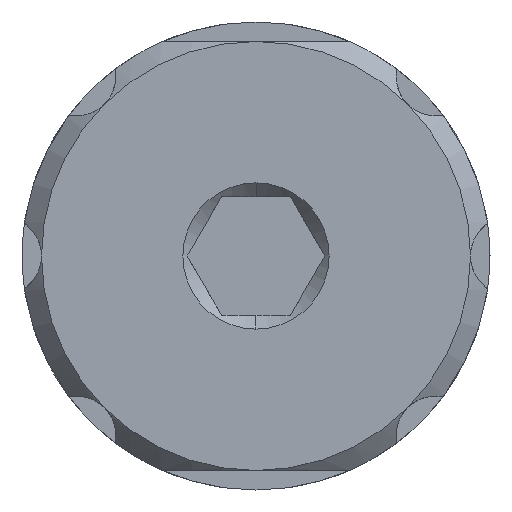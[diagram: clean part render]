
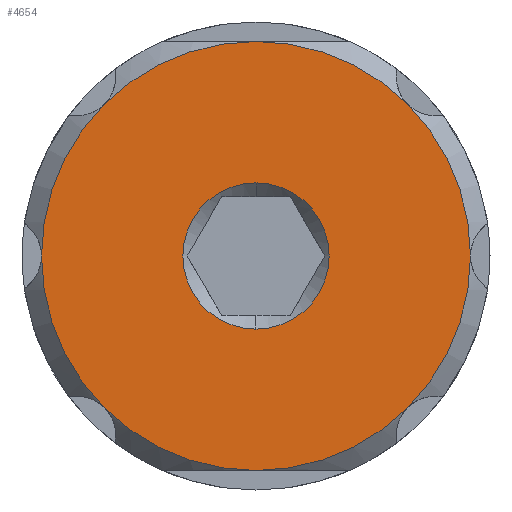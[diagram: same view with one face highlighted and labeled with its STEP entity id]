
A CAD part, front view. The second image highlights one B-rep face of the part: STEP entity #4654.
In plain terms, the highlighted planar face has unit normal (0, -1, 0).
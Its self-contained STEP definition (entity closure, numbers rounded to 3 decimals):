
#45 = CARTESIAN_POINT ( 'NONE',  ( -11., 7., 0. ) ) ;
#50 = VERTEX_POINT ( 'NONE', #1789 ) ;
#63 = CARTESIAN_POINT ( 'NONE',  ( 0., 7., 0. ) ) ;
#164 = EDGE_CURVE ( 'NONE', #3406, #1997, #3112, .T. ) ;
#215 = DIRECTION ( 'NONE',  ( 0., -1., 0. ) ) ;
#256 = CARTESIAN_POINT ( 'NONE',  ( 0., 7., 0. ) ) ;
#291 = CIRCLE ( 'NONE', #3484, 3.75 ) ;
#294 = CARTESIAN_POINT ( 'NONE',  ( 0., 7., 0. ) ) ;
#384 = DIRECTION ( 'NONE',  ( 0., 0., -1. ) ) ;
#403 = DIRECTION ( 'NONE',  ( 0., 0., -1. ) ) ;
#424 = VERTEX_POINT ( 'NONE', #1404 ) ;
#432 = EDGE_CURVE ( 'NONE', #976, #424, #4174, .T. ) ;
#502 = AXIS2_PLACEMENT_3D ( 'NONE', #3835, #2736, #4245 ) ;
#575 = DIRECTION ( 'NONE',  ( 0., 0., -1. ) ) ;
#661 = AXIS2_PLACEMENT_3D ( 'NONE', #2486, #919, #3253 ) ;
#703 = EDGE_CURVE ( 'NONE', #424, #1783, #986, .T. ) ;
#740 = EDGE_LOOP ( 'NONE', ( #2445, #4575 ) ) ;
#762 = CARTESIAN_POINT ( 'NONE',  ( -7.778, 7., 7.778 ) ) ;
#769 = CARTESIAN_POINT ( 'NONE',  ( 0., 7., 0. ) ) ;
#842 = ORIENTED_EDGE ( 'NONE', *, *, #1019, .T. ) ;
#919 = DIRECTION ( 'NONE',  ( 0., 1., 0. ) ) ;
#953 = CARTESIAN_POINT ( 'NONE',  ( 0., 7., 0. ) ) ;
#976 = VERTEX_POINT ( 'NONE', #1709 ) ;
#982 = CIRCLE ( 'NONE', #3795, 11. ) ;
#986 = CIRCLE ( 'NONE', #3387, 11. ) ;
#1019 = EDGE_CURVE ( 'NONE', #4382, #50, #982, .T. ) ;
#1091 = DIRECTION ( 'NONE',  ( 0., 0., -1. ) ) ;
#1246 = EDGE_LOOP ( 'NONE', ( #1323, #4584, #4703, #842, #4561, #1591, #3249, #1401 ) ) ;
#1254 = CARTESIAN_POINT ( 'NONE',  ( 11., 7., 0. ) ) ;
#1273 = VERTEX_POINT ( 'NONE', #1304 ) ;
#1277 = DIRECTION ( 'NONE',  ( 0., -1., 0. ) ) ;
#1304 = CARTESIAN_POINT ( 'NONE',  ( 7.778, 7., 7.778 ) ) ;
#1323 = ORIENTED_EDGE ( 'NONE', *, *, #4240, .T. ) ;
#1401 = ORIENTED_EDGE ( 'NONE', *, *, #3103, .T. ) ;
#1404 = CARTESIAN_POINT ( 'NONE',  ( 7.778, 7., -7.778 ) ) ;
#1442 = VERTEX_POINT ( 'NONE', #1494 ) ;
#1494 = CARTESIAN_POINT ( 'NONE',  ( 0., 7., 11. ) ) ;
#1546 = DIRECTION ( 'NONE',  ( 0., 0., -1. ) ) ;
#1583 = AXIS2_PLACEMENT_3D ( 'NONE', #63, #4148, #1091 ) ;
#1591 = ORIENTED_EDGE ( 'NONE', *, *, #432, .T. ) ;
#1621 = DIRECTION ( 'NONE',  ( 0., -1., 0. ) ) ;
#1684 = CIRCLE ( 'NONE', #502, 11. ) ;
#1709 = CARTESIAN_POINT ( 'NONE',  ( 0., 7., -11. ) ) ;
#1767 = DIRECTION ( 'NONE',  ( 0., -1., 0. ) ) ;
#1783 = VERTEX_POINT ( 'NONE', #1254 ) ;
#1787 = AXIS2_PLACEMENT_3D ( 'NONE', #4751, #3687, #575 ) ;
#1789 = CARTESIAN_POINT ( 'NONE',  ( -7.778, 7., -7.778 ) ) ;
#1795 = DIRECTION ( 'NONE',  ( 0., -1., 0. ) ) ;
#1997 = VERTEX_POINT ( 'NONE', #3071 ) ;
#2000 = VERTEX_POINT ( 'NONE', #762 ) ;
#2001 = DIRECTION ( 'NONE',  ( 0., 0., -1. ) ) ;
#2010 = AXIS2_PLACEMENT_3D ( 'NONE', #953, #2471, #403 ) ;
#2054 = CARTESIAN_POINT ( 'NONE',  ( 0., 7., 0. ) ) ;
#2059 = CARTESIAN_POINT ( 'NONE',  ( 0., 7., 0. ) ) ;
#2072 = AXIS2_PLACEMENT_3D ( 'NONE', #256, #215, #2839 ) ;
#2097 = CARTESIAN_POINT ( 'NONE',  ( 0., 7., 0. ) ) ;
#2138 = CARTESIAN_POINT ( 'NONE',  ( 0., 7., 3.75 ) ) ;
#2445 = ORIENTED_EDGE ( 'NONE', *, *, #3140, .F. ) ;
#2471 = DIRECTION ( 'NONE',  ( 0., -1., 0. ) ) ;
#2486 = CARTESIAN_POINT ( 'NONE',  ( 0., 7., 0. ) ) ;
#2527 = PLANE ( 'NONE',  #661 ) ;
#2583 = CIRCLE ( 'NONE', #1787, 11. ) ;
#2656 = DIRECTION ( 'NONE',  ( 0., -1., 0. ) ) ;
#2736 = DIRECTION ( 'NONE',  ( 0., -1., 0. ) ) ;
#2811 = CIRCLE ( 'NONE', #2010, 11. ) ;
#2839 = DIRECTION ( 'NONE',  ( 0., 0., -1. ) ) ;
#2889 = FACE_OUTER_BOUND ( 'NONE', #1246, .T. ) ;
#2977 = CIRCLE ( 'NONE', #3378, 11. ) ;
#3071 = CARTESIAN_POINT ( 'NONE',  ( 0., 7., -3.75 ) ) ;
#3103 = EDGE_CURVE ( 'NONE', #1783, #1273, #2583, .T. ) ;
#3112 = CIRCLE ( 'NONE', #1583, 3.75 ) ;
#3140 = EDGE_CURVE ( 'NONE', #1997, #3406, #291, .T. ) ;
#3217 = AXIS2_PLACEMENT_3D ( 'NONE', #2054, #1277, #2001 ) ;
#3249 = ORIENTED_EDGE ( 'NONE', *, *, #703, .T. ) ;
#3253 = DIRECTION ( 'NONE',  ( 0., 0., 1. ) ) ;
#3378 = AXIS2_PLACEMENT_3D ( 'NONE', #294, #1795, #384 ) ;
#3387 = AXIS2_PLACEMENT_3D ( 'NONE', #769, #1621, #1546 ) ;
#3406 = VERTEX_POINT ( 'NONE', #2138 ) ;
#3484 = AXIS2_PLACEMENT_3D ( 'NONE', #2097, #1767, #3713 ) ;
#3687 = DIRECTION ( 'NONE',  ( 0., -1., 0. ) ) ;
#3713 = DIRECTION ( 'NONE',  ( 0., 0., -1. ) ) ;
#3724 = EDGE_CURVE ( 'NONE', #50, #976, #1684, .T. ) ;
#3795 = AXIS2_PLACEMENT_3D ( 'NONE', #2059, #2656, #4217 ) ;
#3835 = CARTESIAN_POINT ( 'NONE',  ( 0., 7., 0. ) ) ;
#4038 = CIRCLE ( 'NONE', #3217, 11. ) ;
#4148 = DIRECTION ( 'NONE',  ( 0., -1., 0. ) ) ;
#4174 = CIRCLE ( 'NONE', #2072, 11. ) ;
#4217 = DIRECTION ( 'NONE',  ( 0., 0., -1. ) ) ;
#4240 = EDGE_CURVE ( 'NONE', #1273, #1442, #4038, .T. ) ;
#4245 = DIRECTION ( 'NONE',  ( 0., 0., -1. ) ) ;
#4328 = EDGE_CURVE ( 'NONE', #1442, #2000, #2811, .T. ) ;
#4382 = VERTEX_POINT ( 'NONE', #45 ) ;
#4452 = FACE_BOUND ( 'NONE', #740, .T. ) ;
#4461 = EDGE_CURVE ( 'NONE', #2000, #4382, #2977, .T. ) ;
#4561 = ORIENTED_EDGE ( 'NONE', *, *, #3724, .T. ) ;
#4575 = ORIENTED_EDGE ( 'NONE', *, *, #164, .F. ) ;
#4584 = ORIENTED_EDGE ( 'NONE', *, *, #4328, .T. ) ;
#4654 = ADVANCED_FACE ( 'NONE', ( #4452, #2889 ), #2527, .F. ) ;
#4703 = ORIENTED_EDGE ( 'NONE', *, *, #4461, .T. ) ;
#4751 = CARTESIAN_POINT ( 'NONE',  ( 0., 7., 0. ) ) ;
